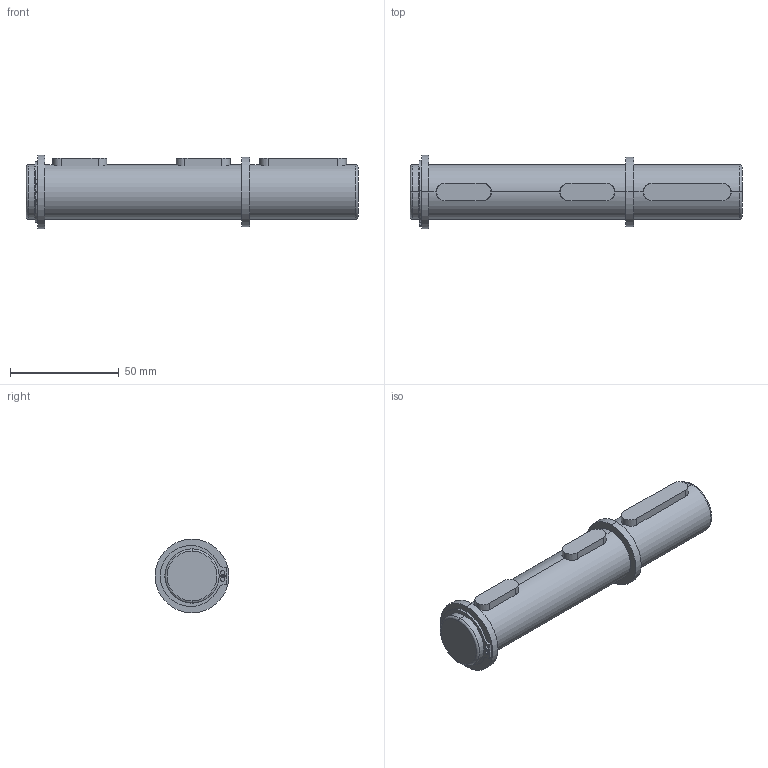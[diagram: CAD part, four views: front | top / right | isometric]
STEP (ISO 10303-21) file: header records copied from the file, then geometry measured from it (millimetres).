
FILE_DESCRIPTION (( 'STEP AP203' ), '1' );
FILE_NAME ('WGA-50M-S-IEC.step', '2024-12-18T19:21:40', ( '' ), ( '' ), 'SwSTEP 2.0', 'SolidWorks 2024', '' );
FILE_SCHEMA (( 'CONFIG_CONTROL_DESIGN' ));
Length unit declared in the file: millimetre
Products named in the file (1): WGA-50M-S-IEC
Bounding box: 153 x 34 x 34 mm (x, y, z)
Volume: 78572.9 mm3; surface area: 19815.1 mm2
Topology: 6 solids, 6 shells, 91 faces, 216 edges, 140 vertices
Faces by surface type: cylinder 48, plane 37, torus 4, cone 2
Entity records: 2898 total; most frequent: CARTESIAN_POINT 650, DIRECTION 481, ORIENTED_EDGE 428, EDGE_CURVE 214, AXIS2_PLACEMENT_3D 187, VERTEX_POINT 140, LINE 107, VECTOR 107
